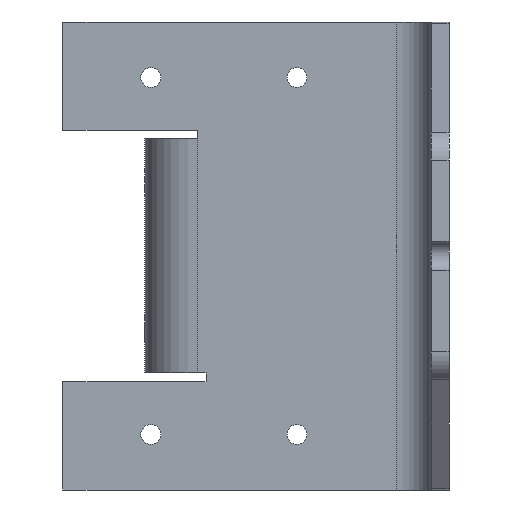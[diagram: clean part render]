
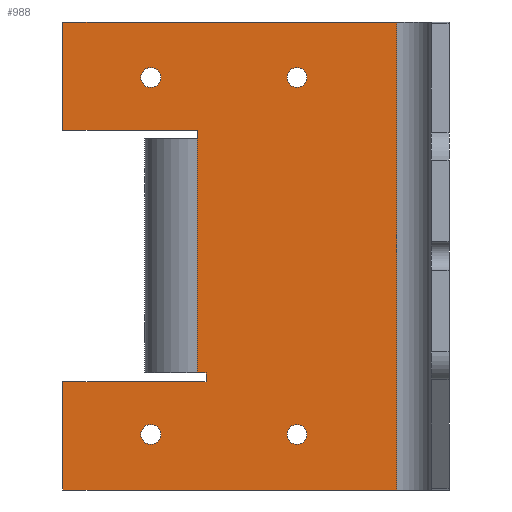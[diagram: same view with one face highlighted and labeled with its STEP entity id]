
A CAD part, front view. The second image highlights one B-rep face of the part: STEP entity #988.
In plain terms, the highlighted planar face has unit normal (0, -1, 0).
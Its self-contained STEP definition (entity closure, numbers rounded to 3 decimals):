
#21=FACE_BOUND('',#140,.T.);
#22=FACE_BOUND('',#141,.T.);
#23=FACE_BOUND('',#142,.T.);
#24=FACE_BOUND('',#143,.T.);
#40=PLANE('',#1093);
#80=FACE_OUTER_BOUND('',#139,.T.);
#139=EDGE_LOOP('',(#778,#779,#780,#781,#782,#783,#784,#785,#786,#787,#788,
#789));
#140=EDGE_LOOP('',(#790));
#141=EDGE_LOOP('',(#791));
#142=EDGE_LOOP('',(#792));
#143=EDGE_LOOP('',(#793));
#231=LINE('',#1579,#336);
#235=LINE('',#1597,#340);
#239=LINE('',#1609,#344);
#242=LINE('',#1616,#347);
#243=LINE('',#1618,#348);
#244=LINE('',#1619,#349);
#245=LINE('',#1620,#350);
#246=LINE('',#1622,#351);
#247=LINE('',#1624,#352);
#248=LINE('',#1625,#353);
#249=LINE('',#1627,#354);
#250=LINE('',#1628,#355);
#336=VECTOR('',#1263,1000.);
#340=VECTOR('',#1285,1000.);
#344=VECTOR('',#1297,1000.);
#347=VECTOR('',#1302,1000.);
#348=VECTOR('',#1303,1000.);
#349=VECTOR('',#1304,1000.);
#350=VECTOR('',#1305,1000.);
#351=VECTOR('',#1306,1000.);
#352=VECTOR('',#1307,1000.);
#353=VECTOR('',#1308,1000.);
#354=VECTOR('',#1309,1000.);
#355=VECTOR('',#1310,1000.);
#393=CIRCLE('',#1039,3.4);
#395=CIRCLE('',#1042,3.4);
#397=CIRCLE('',#1045,3.4);
#399=CIRCLE('',#1048,3.4);
#431=VERTEX_POINT('',#1420);
#433=VERTEX_POINT('',#1426);
#435=VERTEX_POINT('',#1432);
#437=VERTEX_POINT('',#1438);
#499=VERTEX_POINT('',#1577);
#500=VERTEX_POINT('',#1578);
#503=VERTEX_POINT('',#1589);
#505=VERTEX_POINT('',#1596);
#507=VERTEX_POINT('',#1602);
#509=VERTEX_POINT('',#1608);
#511=VERTEX_POINT('',#1614);
#512=VERTEX_POINT('',#1615);
#513=VERTEX_POINT('',#1617);
#514=VERTEX_POINT('',#1621);
#515=VERTEX_POINT('',#1623);
#516=VERTEX_POINT('',#1626);
#523=EDGE_CURVE('',#431,#431,#393,.T.);
#526=EDGE_CURVE('',#433,#433,#395,.T.);
#529=EDGE_CURVE('',#435,#435,#397,.T.);
#532=EDGE_CURVE('',#437,#437,#399,.T.);
#601=EDGE_CURVE('',#499,#500,#231,.T.);
#611=EDGE_CURVE('',#503,#505,#235,.T.);
#617=EDGE_CURVE('',#507,#509,#239,.T.);
#620=EDGE_CURVE('',#511,#512,#242,.T.);
#621=EDGE_CURVE('',#512,#513,#243,.T.);
#622=EDGE_CURVE('',#509,#513,#244,.T.);
#623=EDGE_CURVE('',#503,#507,#245,.T.);
#624=EDGE_CURVE('',#514,#505,#246,.T.);
#625=EDGE_CURVE('',#515,#514,#247,.T.);
#626=EDGE_CURVE('',#515,#499,#248,.T.);
#627=EDGE_CURVE('',#500,#516,#249,.T.);
#628=EDGE_CURVE('',#516,#511,#250,.T.);
#778=ORIENTED_EDGE('',*,*,#620,.T.);
#779=ORIENTED_EDGE('',*,*,#621,.T.);
#780=ORIENTED_EDGE('',*,*,#622,.F.);
#781=ORIENTED_EDGE('',*,*,#617,.F.);
#782=ORIENTED_EDGE('',*,*,#623,.F.);
#783=ORIENTED_EDGE('',*,*,#611,.T.);
#784=ORIENTED_EDGE('',*,*,#624,.F.);
#785=ORIENTED_EDGE('',*,*,#625,.F.);
#786=ORIENTED_EDGE('',*,*,#626,.T.);
#787=ORIENTED_EDGE('',*,*,#601,.T.);
#788=ORIENTED_EDGE('',*,*,#627,.T.);
#789=ORIENTED_EDGE('',*,*,#628,.T.);
#790=ORIENTED_EDGE('',*,*,#523,.F.);
#791=ORIENTED_EDGE('',*,*,#526,.F.);
#792=ORIENTED_EDGE('',*,*,#529,.F.);
#793=ORIENTED_EDGE('',*,*,#532,.F.);
#988=ADVANCED_FACE('',(#80,#21,#22,#23,#24),#40,.T.);
#1039=AXIS2_PLACEMENT_3D('',#1421,#1133,#1134);
#1042=AXIS2_PLACEMENT_3D('',#1427,#1140,#1141);
#1045=AXIS2_PLACEMENT_3D('',#1433,#1147,#1148);
#1048=AXIS2_PLACEMENT_3D('',#1439,#1154,#1155);
#1093=AXIS2_PLACEMENT_3D('',#1613,#1300,#1301);
#1133=DIRECTION('center_axis',(0.,-1.,0.));
#1134=DIRECTION('ref_axis',(0.,0.,-1.));
#1140=DIRECTION('center_axis',(0.,-1.,0.));
#1141=DIRECTION('ref_axis',(0.,0.,-1.));
#1147=DIRECTION('center_axis',(0.,-1.,0.));
#1148=DIRECTION('ref_axis',(0.,0.,-1.));
#1154=DIRECTION('center_axis',(0.,-1.,0.));
#1155=DIRECTION('ref_axis',(0.,0.,-1.));
#1263=DIRECTION('',(0.,0.,-1.));
#1285=DIRECTION('',(-1.,0.,0.));
#1297=DIRECTION('',(-1.,0.,0.));
#1300=DIRECTION('center_axis',(0.,-1.,0.));
#1301=DIRECTION('ref_axis',(0.,0.,-1.));
#1302=DIRECTION('',(-1.,0.,0.));
#1303=DIRECTION('',(-1.,0.,0.));
#1304=DIRECTION('',(0.,0.,1.));
#1305=DIRECTION('',(0.,0.,-1.));
#1306=DIRECTION('',(0.,0.,1.));
#1307=DIRECTION('',(-1.,0.,0.));
#1308=DIRECTION('',(0.,0.,-1.));
#1309=DIRECTION('',(1.,0.,0.));
#1310=DIRECTION('',(0.,0.,-1.));
#1420=CARTESIAN_POINT('',(-96.,278.,-64.4));
#1421=CARTESIAN_POINT('Origin',(-96.,278.,-61.));
#1426=CARTESIAN_POINT('',(-46.,278.,57.6));
#1427=CARTESIAN_POINT('Origin',(-46.,278.,61.));
#1432=CARTESIAN_POINT('',(-96.,278.,57.6));
#1433=CARTESIAN_POINT('Origin',(-96.,278.,61.));
#1438=CARTESIAN_POINT('',(-46.,278.,-64.4));
#1439=CARTESIAN_POINT('Origin',(-46.,278.,-61.));
#1577=CARTESIAN_POINT('',(-80.09,278.,40.));
#1578=CARTESIAN_POINT('',(-80.09,278.,-40.));
#1579=CARTESIAN_POINT('',(-80.09,278.,80.));
#1589=CARTESIAN_POINT('',(-11.91,278.,80.));
#1596=CARTESIAN_POINT('',(-126.,278.,80.));
#1597=CARTESIAN_POINT('',(0.,278.,80.));
#1602=CARTESIAN_POINT('',(-11.91,278.,-80.));
#1608=CARTESIAN_POINT('',(-126.,278.,-80.));
#1609=CARTESIAN_POINT('',(0.,278.,-80.));
#1613=CARTESIAN_POINT('Origin',(0.,278.,80.));
#1614=CARTESIAN_POINT('',(-77.09,278.,-43.));
#1615=CARTESIAN_POINT('',(-80.09,278.,-43.));
#1616=CARTESIAN_POINT('',(-77.09,278.,-43.));
#1617=CARTESIAN_POINT('',(-126.,278.,-43.));
#1618=CARTESIAN_POINT('',(-80.09,278.,-43.));
#1619=CARTESIAN_POINT('',(-126.,278.,-80.));
#1620=CARTESIAN_POINT('',(-11.91,278.,80.));
#1621=CARTESIAN_POINT('',(-126.,278.,43.));
#1622=CARTESIAN_POINT('',(-126.,278.,43.));
#1623=CARTESIAN_POINT('',(-80.09,278.,43.));
#1624=CARTESIAN_POINT('',(-80.09,278.,43.));
#1625=CARTESIAN_POINT('',(-80.09,278.,80.));
#1626=CARTESIAN_POINT('',(-77.09,278.,-40.));
#1627=CARTESIAN_POINT('',(-77.09,278.,-40.));
#1628=CARTESIAN_POINT('',(-77.09,278.,-43.));
